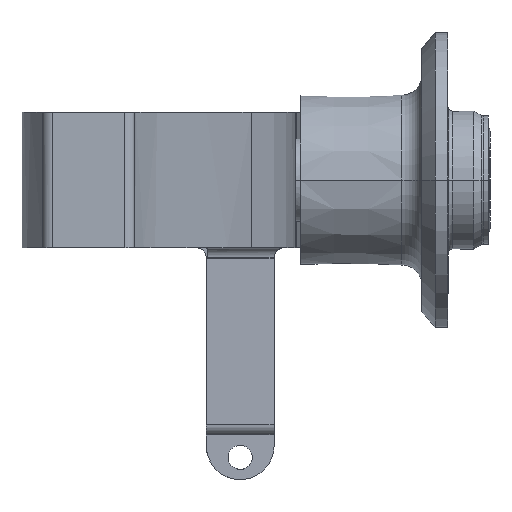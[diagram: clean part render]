
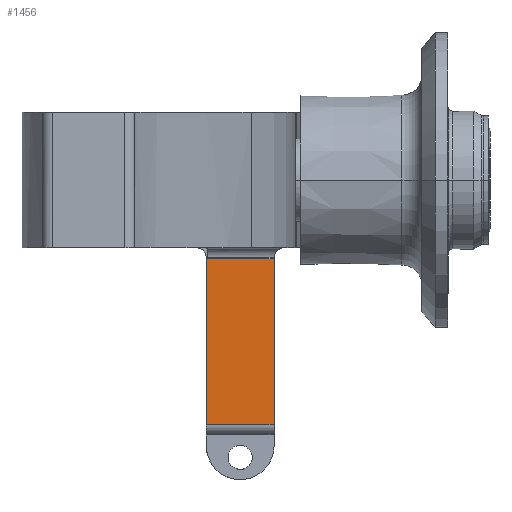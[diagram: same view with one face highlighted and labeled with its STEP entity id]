
A CAD part, front view. The second image highlights one B-rep face of the part: STEP entity #1456.
In plain terms, the highlighted planar face has unit normal (0, -1, -0.01).
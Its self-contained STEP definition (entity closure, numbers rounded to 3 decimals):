
#119 = EDGE_CURVE ( 'NONE', #2128, #3667, #2723, .T. ) ;
#606 = CARTESIAN_POINT ( 'NONE',  ( 0., 52.492, -38.858 ) ) ;
#759 = EDGE_CURVE ( 'NONE', #2724, #2128, #2764, .T. ) ;
#1370 = AXIS2_PLACEMENT_3D ( 'NONE', #1689, #3002, #1741 ) ;
#1415 = EDGE_CURVE ( 'NONE', #2687, #2724, #2556, .T. ) ;
#1456 = ADVANCED_FACE ( 'NONE', ( #2667 ), #1762, .F. ) ;
#1672 = CARTESIAN_POINT ( 'NONE',  ( 33.5, 52.492, -38.858 ) ) ;
#1689 = CARTESIAN_POINT ( 'NONE',  ( 33.5, 52.492, -38.858 ) ) ;
#1741 = DIRECTION ( 'NONE',  ( 0., -0.01, 1. ) ) ;
#1762 = PLANE ( 'NONE',  #1370 ) ;
#1818 = DIRECTION ( 'NONE',  ( 0., 0.01, -1. ) ) ;
#1971 = ORIENTED_EDGE ( 'NONE', *, *, #119, .T. ) ;
#1987 = CARTESIAN_POINT ( 'NONE',  ( 33.5, 53.35, -121.063 ) ) ;
#2068 = CARTESIAN_POINT ( 'NONE',  ( 0., 53.35, -121.063 ) ) ;
#2128 = VERTEX_POINT ( 'NONE', #2068 ) ;
#2556 = LINE ( 'NONE', #3801, #2588 ) ;
#2582 = DIRECTION ( 'NONE',  ( 0., 0.01, -1. ) ) ;
#2588 = VECTOR ( 'NONE', #3194, 1000. ) ;
#2667 = FACE_OUTER_BOUND ( 'NONE', #3715, .T. ) ;
#2682 = ORIENTED_EDGE ( 'NONE', *, *, #759, .T. ) ;
#2687 = VERTEX_POINT ( 'NONE', #3119 ) ;
#2705 = CARTESIAN_POINT ( 'NONE',  ( 33.5, 53.35, -121.063 ) ) ;
#2723 = LINE ( 'NONE', #2705, #3493 ) ;
#2724 = VERTEX_POINT ( 'NONE', #3747 ) ;
#2764 = LINE ( 'NONE', #606, #3040 ) ;
#2828 = VECTOR ( 'NONE', #2582, 1000. ) ;
#2849 = EDGE_CURVE ( 'NONE', #2687, #3667, #3803, .T. ) ;
#3002 = DIRECTION ( 'NONE',  ( 0., 1., 0.01 ) ) ;
#3017 = ORIENTED_EDGE ( 'NONE', *, *, #2849, .F. ) ;
#3040 = VECTOR ( 'NONE', #1818, 1000. ) ;
#3119 = CARTESIAN_POINT ( 'NONE',  ( 33.5, 52.492, -38.858 ) ) ;
#3194 = DIRECTION ( 'NONE',  ( -1., 0., 0. ) ) ;
#3351 = ORIENTED_EDGE ( 'NONE', *, *, #1415, .T. ) ;
#3493 = VECTOR ( 'NONE', #3692, 1000. ) ;
#3667 = VERTEX_POINT ( 'NONE', #1987 ) ;
#3692 = DIRECTION ( 'NONE',  ( 1., 0., 0. ) ) ;
#3715 = EDGE_LOOP ( 'NONE', ( #2682, #1971, #3017, #3351 ) ) ;
#3747 = CARTESIAN_POINT ( 'NONE',  ( 0., 52.492, -38.858 ) ) ;
#3801 = CARTESIAN_POINT ( 'NONE',  ( 33.5, 52.492, -38.858 ) ) ;
#3803 = LINE ( 'NONE', #1672, #2828 ) ;
